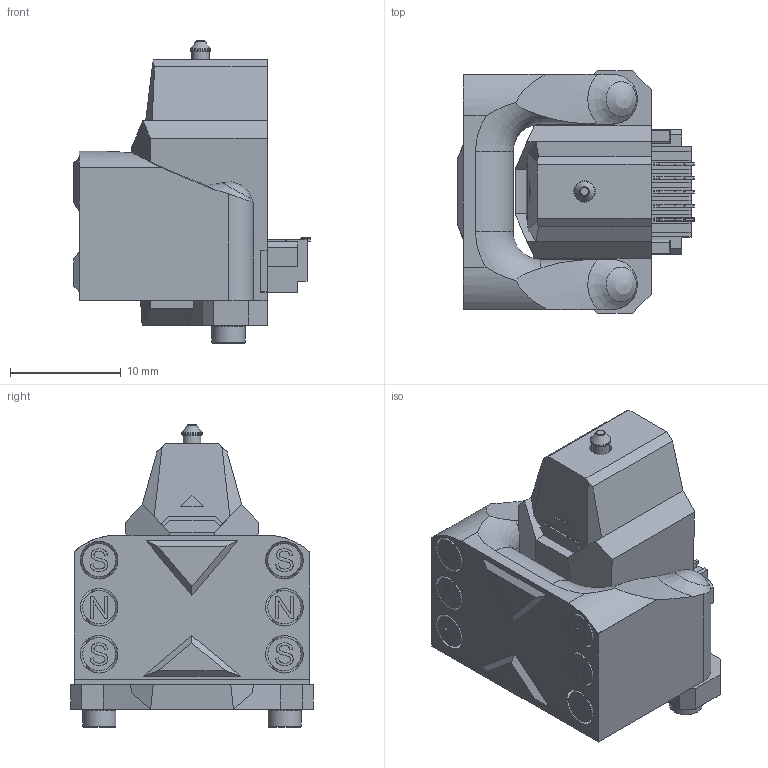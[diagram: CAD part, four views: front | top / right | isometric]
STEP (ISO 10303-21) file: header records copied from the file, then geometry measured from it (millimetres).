
FILE_DESCRIPTION(/* description */ (''),/* implementation_level */ '2;1');
FILE_NAME(/* name */ 'BTT_Microprobe Probe Harness - V0.4.step',/* time_stamp */ '2024-07-02T09:17:06-04:00',/* author */ (''),/* organization */ (''),/* preprocessor_version */ 'ST-DEVELOPER v20',/* originating_system */ 'Autodesk Translation Framework v13.14.0.145',/* authorisation */ '');
FILE_SCHEMA (('AUTOMOTIVE_DESIGN { 1 0 10303 214 3 1 1 }'));
Length unit declared in the file: millimetre
Products named in the file (10): Probe Mount Harness; 91290A295_Alloy Steel Socket Head Screw; BTT Microprobe Assembly; MicroProbe Plastic Case; MicroProbe Pin; MicroProbe PCB; SCT1251WVS-5 Assembly; SCT1251WVS-5 Plastic part; SCT1251WVS-5 Metal parts; 3x2mm Magnet
Assembly tree (15 placements, depth 4):
  Probe Mount Harness
    91290A295_Alloy Steel Socket Head Screw  x2
    BTT Microprobe Assembly
      MicroProbe Plastic Case
      MicroProbe Pin
      MicroProbe PCB
      SCT1251WVS-5 Assembly
        SCT1251WVS-5 Plastic part
        SCT1251WVS-5 Metal parts
    3x2mm Magnet  x6
Bounding box: 21.39 x 21.9 x 27.3 mm (x, y, z)
Volume: 3862.9 mm3; surface area: 5205.2 mm2
Topology: 20 solids, 22 shells, 1686 faces, 4252 edges, 2655 vertices
Faces by surface type: plane 1026, cylinder 236, bspline 213, cone 200, torus 11
Full cylindrical faces by diameter (mm): 1.145 x54, 1.6 x55, 1.85 x1, 1.95 x2, 2 x1, 2.25 x2, 2.5 x2, 3 x8, 3.95 x1, 4 x1
Entity records: 44230 total; most frequent: CARTESIAN_POINT 12323, ORIENTED_EDGE 6684, DIRECTION 6242, EDGE_CURVE 3342, LINE 2652, VECTOR 2652, VERTEX_POINT 2053, AXIS2_PLACEMENT_3D 1795
